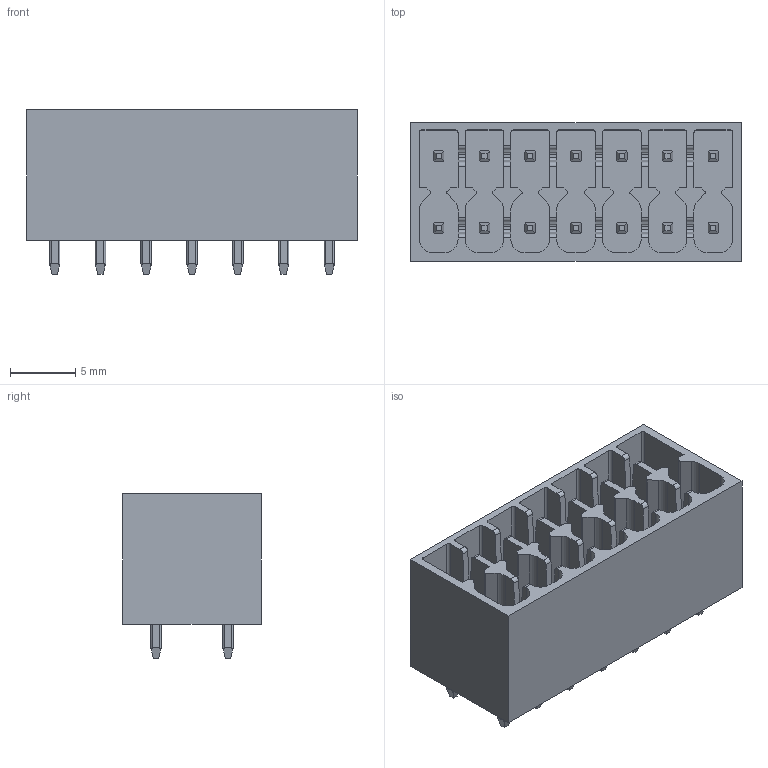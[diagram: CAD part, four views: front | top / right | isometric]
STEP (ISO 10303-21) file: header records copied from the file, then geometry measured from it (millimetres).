
FILE_DESCRIPTION((''),'2;1');
FILE_NAME('44444','2024-09-11T13:42:46',('tluser'),(''),'CREO PARAMETRIC BY PTC INC, 2018100','CREO PARAMETRIC BY PTC INC, 2018100','');
FILE_SCHEMA(('CONFIG_CONTROL_DESIGN'));
Length unit declared in the file: millimetre
Products named in the file (1): 44444
Bounding box: 25.3 x 10.6 x 12.6 mm (x, y, z)
Volume: 1714.2 mm3; surface area: 2443.3 mm2
Topology: 1 solids, 1 shells, 607 faces, 1728 edges, 1152 vertices
Faces by surface type: plane 391, cylinder 216
Entity records: 20086 total; most frequent: CARTESIAN_POINT 4341, ORIENTED_EDGE 3456, DIRECTION 3038, EDGE_CURVE 1728, VECTOR 1184, LINE 1184, VERTEX_POINT 1152, AXIS2_PLACEMENT_3D 927
